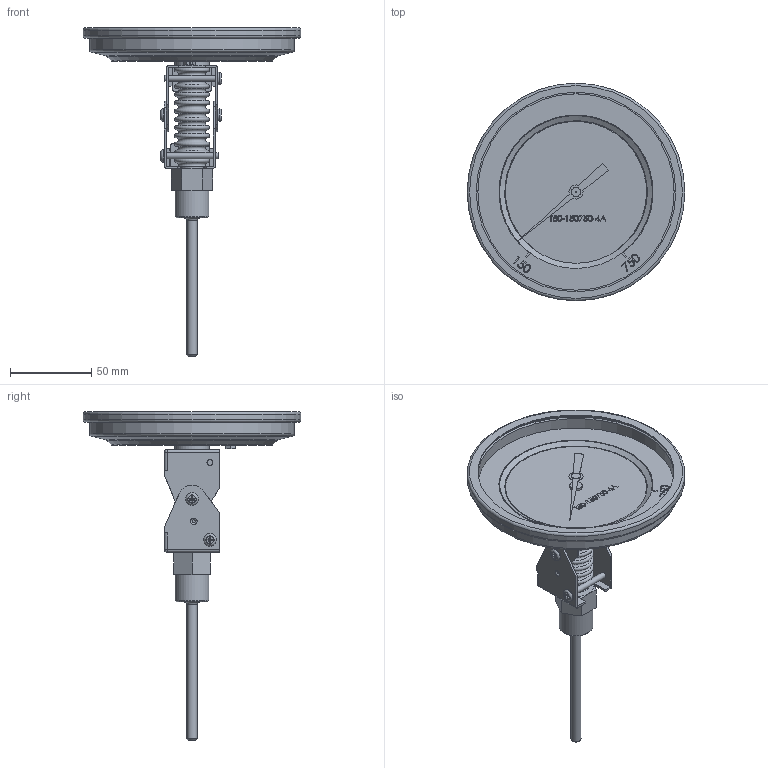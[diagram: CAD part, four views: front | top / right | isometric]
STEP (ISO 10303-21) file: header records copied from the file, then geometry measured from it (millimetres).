
FILE_DESCRIPTION (( 'STEP AP214' ), '1' );
FILE_NAME ('T50-150750-4A.STEP', '2022-11-30T10:04:30', ( '' ), ( '' ), 'SwSTEP 2.0', 'SolidWorks 2021', '' );
FILE_SCHEMA (( 'AUTOMOTIVE_DESIGN' ));
Length unit declared in the file: inch
Products named in the file (1): T50-150750-4A
Bounding box: 134.11 x 134.11 x 202.18 mm (x, y, z)
Volume: 165994.3 mm3; surface area: 62447.5 mm2
Topology: 1 solids, 1 shells, 500 faces, 1308 edges, 850 vertices
Faces by surface type: plane 306, bspline 85, cylinder 45, torus 37, cone 23, sphere 4
Full cylindrical faces by diameter (mm): 0.762 x1, 3.683 x4, 5.745 x1, 6.35 x1, 7.62 x1, 7.747 x4, 13.808 x1, 20.857 x1, 21.59 x1, 120.904 x2, 122.835 x1, 126.238 x1, 134.112 x1
Entity records: 23729 total; most frequent: CARTESIAN_POINT 9445, ORIENTED_EDGE 2442, DIRECTION 2008, EDGE_CURVE 1221, VERTEX_POINT 831, VECTOR 800, LINE 800, EDGE_LOOP 620
